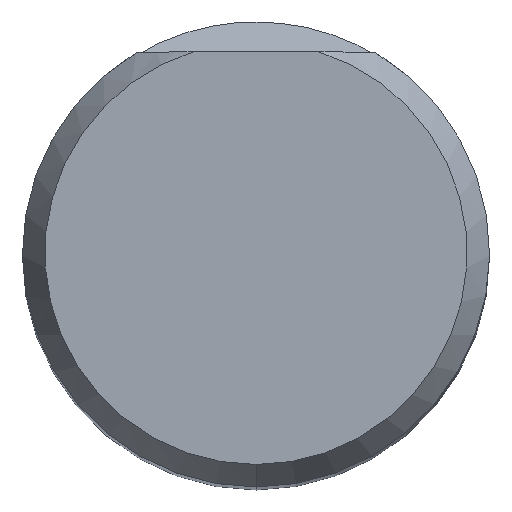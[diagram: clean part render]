
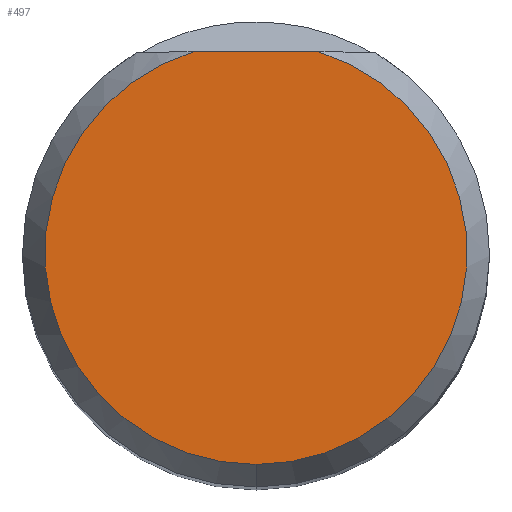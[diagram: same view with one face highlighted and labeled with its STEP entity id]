
A CAD part, top view. The second image highlights one B-rep face of the part: STEP entity #497.
In plain terms, the highlighted planar face has unit normal (0, 0, 1).
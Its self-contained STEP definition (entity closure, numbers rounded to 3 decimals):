
#383=EDGE_CURVE('',#405,#789,#962,.T.);
#405=VERTEX_POINT('',#985);
#497=ADVANCED_FACE('',(#1085),#1086,.T.);
#535=EDGE_CURVE('',#405,#647,#1126,.T.);
#647=VERTEX_POINT('',#1251);
#789=VERTEX_POINT('',#1406);
#851=EDGE_CURVE('',#789,#647,#1473,.T.);
#962=CIRCLE('',#1713,5.423);
#985=CARTESIAN_POINT('',(1.585,5.186,0.0));
#1085=FACE_OUTER_BOUND('',#3633,.T.);
#1086=PLANE('',#3634);
#1126=LINE('',#3859,#3860);
#1251=CARTESIAN_POINT('',(-1.585,5.186,0.0));
#1406=CARTESIAN_POINT('',(0.,-5.423,0.0));
#1473=CIRCLE('',#8987,5.423);
#1713=AXIS2_PLACEMENT_3D('',#9167,#9168,#9169);
#3633=EDGE_LOOP('',(#9280,#9281,#9282));
#3634=AXIS2_PLACEMENT_3D('',#9283,#9284,#9285);
#3859=CARTESIAN_POINT('',(-3.0,5.186,0.0));
#3860=VECTOR('',#9324,1.0);
#8987=AXIS2_PLACEMENT_3D('',#9676,#9677,#9678);
#9167=CARTESIAN_POINT('',(0.0,0.0,0.0));
#9168=DIRECTION('',(0.0,0.0,-1.0));
#9169=DIRECTION('',(0.0,1.0,0.0));
#9280=ORIENTED_EDGE('',*,*,#535,.T.);
#9281=ORIENTED_EDGE('',*,*,#851,.F.);
#9282=ORIENTED_EDGE('',*,*,#383,.F.);
#9283=CARTESIAN_POINT('',(0.0,2.711,0.0));
#9284=DIRECTION('',(-0.0,0.0,1.0));
#9285=DIRECTION('',(0.0,-1.0,0.0));
#9324=DIRECTION('',(-1.0,0.0,0.0));
#9676=CARTESIAN_POINT('',(0.0,0.0,0.0));
#9677=DIRECTION('',(0.0,0.0,-1.0));
#9678=DIRECTION('',(0.0,1.0,0.0));
